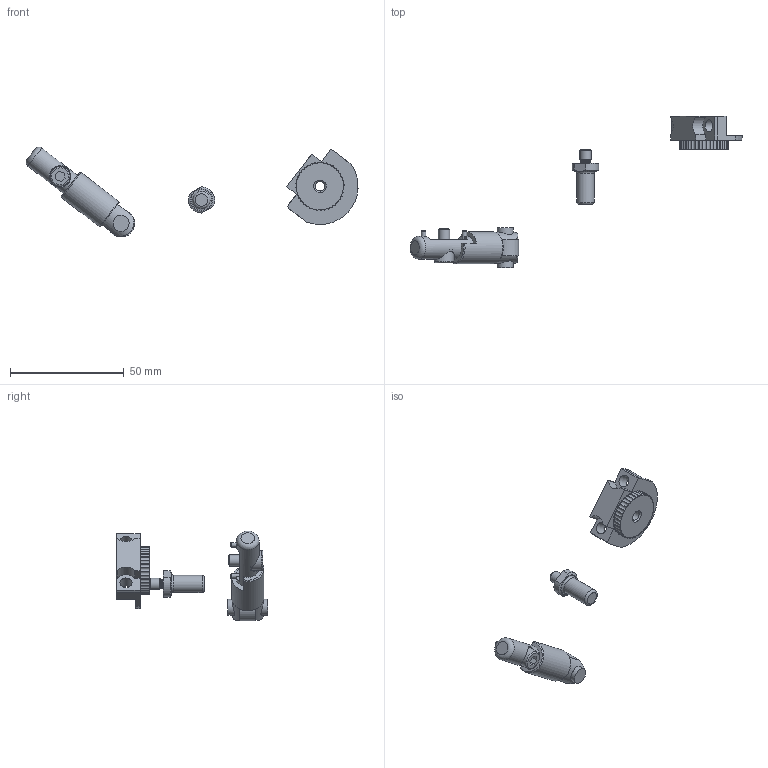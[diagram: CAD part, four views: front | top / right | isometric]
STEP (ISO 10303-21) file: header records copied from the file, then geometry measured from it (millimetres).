
FILE_DESCRIPTION(/* description */ ('Unknown'),/* implementation_level */ '2;1');
FILE_NAME(/* name */ 'AR12',/* time_stamp */ '2018-07-03T09:03:07-04:00',/* author */ ('Unknown'),/* organization */ ('Unknown'),/* preprocessor_version */ 'ST-DEVELOPER v16.7',/* originating_system */ 'DEX',/* authorisation */ $);
FILE_SCHEMA (('AUTOMOTIVE_DESIGN {1 0 10303 214 3 1 1}'));
Length unit declared in the file: millimetre
Products named in the file (7): AR12; AR12_PART_1; AR12_PART_2; AR12_PART_3
Assembly tree (6 placements, depth 3):
  AR12
    AR12_PART_1
      AR12_PART_1
    AR12_PART_2
      AR12_PART_2
    AR12_PART_3
      AR12_PART_3
Bounding box: 145.64 x 66.41 x 39.47 mm (x, y, z)
Volume: 11625.7 mm3; surface area: 6889.1 mm2
Topology: 3 solids, 3 shells, 179 faces, 473 edges, 311 vertices
Faces by surface type: cylinder 115, plane 48, torus 8, cone 8
Full cylindrical faces by diameter (mm): 2 x2, 4 x1, 4.134 x1, 5 x2, 5.3 x2, 7 x4, 7.5 x1, 8.5 x1, 9 x1, 9.5 x1, 10 x1, 12 x1, 14 x1
Entity records: 5964 total; most frequent: DIRECTION 1020, CARTESIAN_POINT 1015, ORIENTED_EDGE 846, AXIS2_PLACEMENT_3D 424, EDGE_CURVE 423, VERTEX_POINT 296, CIRCLE 238, EDGE_LOOP 233
